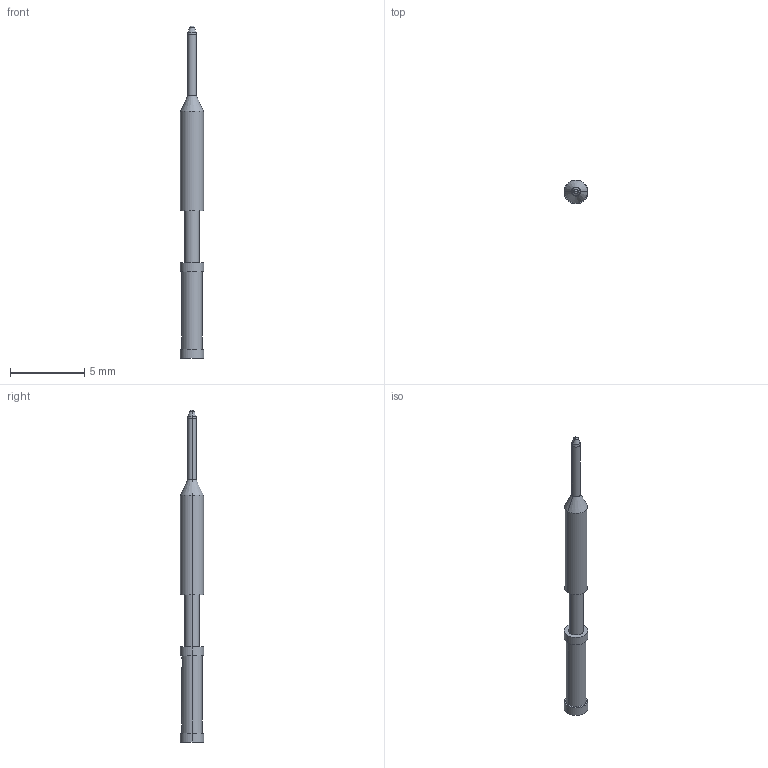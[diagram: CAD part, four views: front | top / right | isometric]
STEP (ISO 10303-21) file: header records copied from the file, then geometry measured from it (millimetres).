
FILE_DESCRIPTION((''),'2;1');
FILE_NAME('ST-06KP020_','2013-11-20T',('mbaumeister'),(''),'PRO/ENGINEER BY PARAMETRIC TECHNOLOGY CORPORATION, 2012480','PRO/ENGINEER BY PARAMETRIC TECHNOLOGY CORPORATION, 2012480','');
FILE_SCHEMA(('AUTOMOTIVE_DESIGN { 1 0 10303 214 1 1 1 1 }'));
Length unit declared in the file: millimetre
Products named in the file (1): ST-06KP020_
Bounding box: 1.6 x 1.6 x 22.3 mm (x, y, z)
Volume: 23.6 mm3; surface area: 105.7 mm2
Topology: 1 solids, 1 shells, 36 faces, 74 edges, 43 vertices
Faces by surface type: cylinder 16, cone 8, plane 6, bspline 4, torus 2
Entity records: 1142 total; most frequent: CARTESIAN_POINT 307, DIRECTION 176, ORIENTED_EDGE 144, AXIS2_PLACEMENT_3D 76, EDGE_CURVE 72, CIRCLE 44, VERTEX_POINT 43, EDGE_LOOP 43
